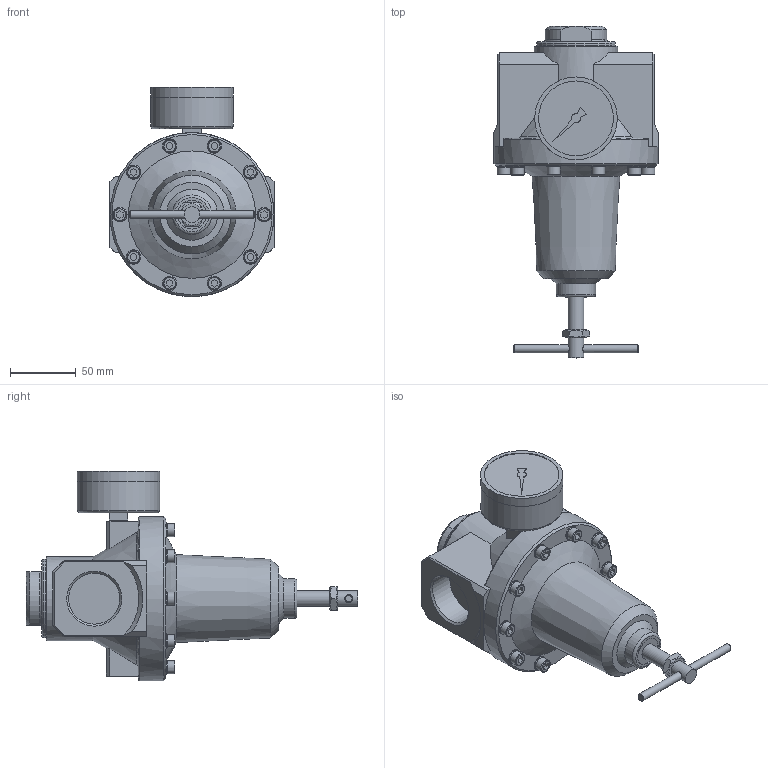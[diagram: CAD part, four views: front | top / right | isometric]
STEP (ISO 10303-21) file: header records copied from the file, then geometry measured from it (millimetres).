
FILE_DESCRIPTION( ( 'STEP AP214' ), ' ' );
FILE_NAME( '9.1576.00.002.0.stp', '2017-01-20T09:38:28', ( '' ), ( '' ), ' ', 'PARTsolutions', ' ' );
FILE_SCHEMA( ( 'AUTOMOTIVE_DESIGN { 1 0 10303 214 1 1 1 1 }' ) );
Length unit declared in the file: millimetre
Products named in the file (3): 9.1576.00.002.0; _637.55 A(01)-1; _637.55 A-2
Assembly tree (2 placements, depth 2):
  9.1576.00.002.0
    _637.55 A(01)-1
    _637.55 A-2
Bounding box: 125 x 253 x 159.5 mm (x, y, z)
Volume: 1164385.4 mm3; surface area: 98739.5 mm2
Topology: 2 solids, 2 shells, 310 faces, 746 edges, 483 vertices
Faces by surface type: plane 204, cylinder 50, cone 34, torus 22
Full cylindrical faces by diameter (mm): 4.917 x8, 6 x2, 10 x10, 11 x10, 11.445 x2, 12 x2, 13.157 x1, 22 x1, 30 x1, 38.952 x2, 57 x1, 60 x1, 62.96 x1, 63 x2, 64 x1, 125 x1
Entity records: 11329 total; most frequent: CARTESIAN_POINT 2074, DIRECTION 1371, ORIENTED_EDGE 1256, EDGE_CURVE 628, AXIS2_PLACEMENT_3D 488, VERTEX_POINT 453, EDGE_LOOP 441, LINE 395
